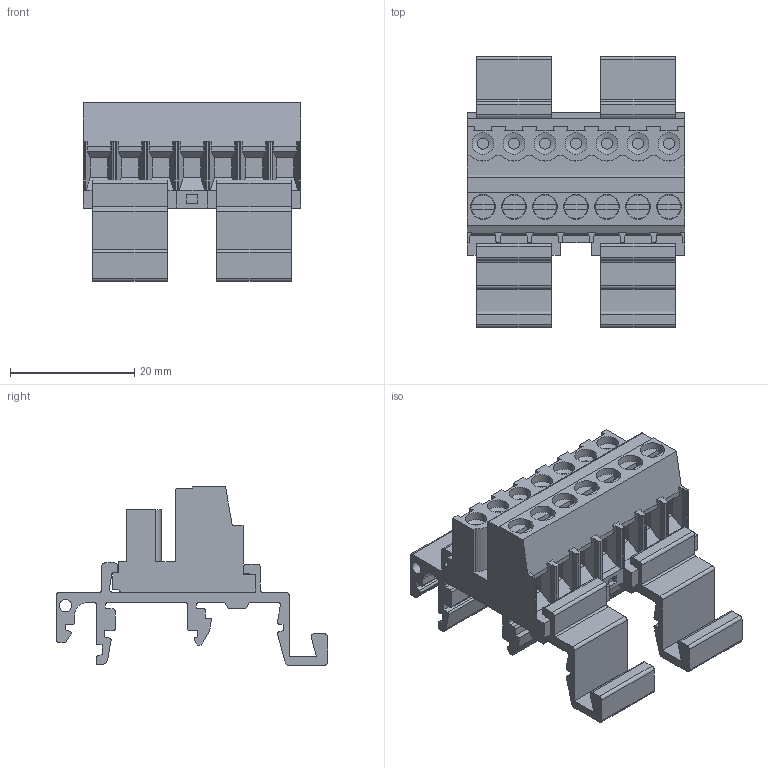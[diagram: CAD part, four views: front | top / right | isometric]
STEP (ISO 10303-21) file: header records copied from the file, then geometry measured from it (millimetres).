
FILE_DESCRIPTION(('STEP AP214'),'1');
FILE_NAME('SVR07-5-DR.stp','2021-02-15T14:28:17',(' '),(' '),'Spatial InterOp 3D',' ',' ');
FILE_SCHEMA(('AUTOMOTIVE_DESIGN { 1 0 10303 214 1 1 1 1 }'));
Length unit declared in the file: metre
Products named in the file (1): 1613401636
Bounding box: 35 x 43.7 x 28.8 mm (x, y, z)
Volume: 11972.2 mm3; surface area: 9911.7 mm2
Topology: 1 solids, 1 shells, 596 faces, 1620 edges, 1064 vertices
Faces by surface type: plane 441, cylinder 140, cone 14, extrusion 1
Full cylindrical faces by diameter (mm): 1.8 x7, 2 x2, 2.6 x7, 3.5 x7, 3.8 x7, 4 x7
Entity records: 22963 total; most frequent: CARTESIAN_POINT 3202, ORIENTED_EDGE 3092, DIRECTION 3038, EDGE_CURVE 1546, VECTOR 1244, LINE 1243, VERTEX_POINT 1041, AXIS2_PLACEMENT_3D 897
